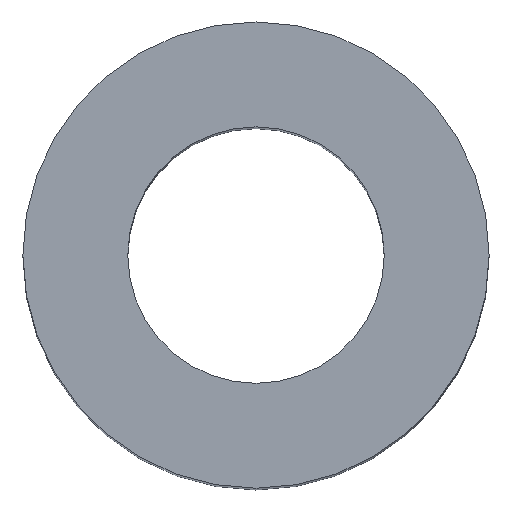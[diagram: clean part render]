
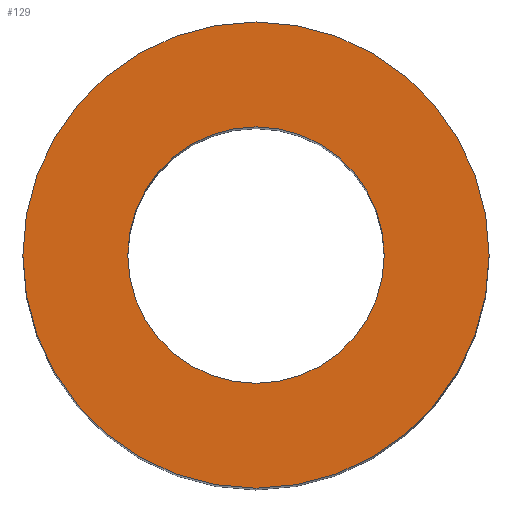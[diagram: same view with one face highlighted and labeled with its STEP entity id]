
A CAD part, top view. The second image highlights one B-rep face of the part: STEP entity #129.
In plain terms, the highlighted planar face has unit normal (0, 0, 1).
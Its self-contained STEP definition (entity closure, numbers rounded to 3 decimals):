
#15 = AXIS2_PLACEMENT_3D ( 'NONE', #72, #130, #115 ) ;
#20 = CIRCLE ( 'NONE', #116, 2.75 ) ;
#29 = VERTEX_POINT ( 'NONE', #90 ) ;
#42 = EDGE_LOOP ( 'NONE', ( #218, #145 ) ) ;
#43 = VERTEX_POINT ( 'NONE', #191 ) ;
#48 = CARTESIAN_POINT ( 'NONE',  ( 0., 0., 22. ) ) ;
#59 = EDGE_CURVE ( 'NONE', #43, #215, #77, .T. ) ;
#70 = CIRCLE ( 'NONE', #15, 2.75 ) ;
#72 = CARTESIAN_POINT ( 'NONE',  ( 0., 0., 22. ) ) ;
#77 = CIRCLE ( 'NONE', #142, 5. ) ;
#84 = VERTEX_POINT ( 'NONE', #220 ) ;
#86 = ORIENTED_EDGE ( 'NONE', *, *, #59, .T. ) ;
#90 = CARTESIAN_POINT ( 'NONE',  ( -2.75, 0., 22. ) ) ;
#100 = EDGE_CURVE ( 'NONE', #29, #84, #70, .T. ) ;
#106 = CIRCLE ( 'NONE', #207, 5. ) ;
#115 = DIRECTION ( 'NONE',  ( 1., 0., 0. ) ) ;
#116 = AXIS2_PLACEMENT_3D ( 'NONE', #240, #135, #147 ) ;
#129 = ADVANCED_FACE ( 'NONE', ( #241, #227 ), #150, .T. ) ;
#130 = DIRECTION ( 'NONE',  ( 0., 0., 1. ) ) ;
#131 = DIRECTION ( 'NONE',  ( 1., 0., 0. ) ) ;
#132 = DIRECTION ( 'NONE',  ( 1., 0., 0. ) ) ;
#135 = DIRECTION ( 'NONE',  ( 0., 0., 1. ) ) ;
#140 = AXIS2_PLACEMENT_3D ( 'NONE', #188, #205, #226 ) ;
#141 = EDGE_LOOP ( 'NONE', ( #86, #178 ) ) ;
#142 = AXIS2_PLACEMENT_3D ( 'NONE', #224, #169, #132 ) ;
#143 = EDGE_CURVE ( 'NONE', #215, #43, #106, .T. ) ;
#145 = ORIENTED_EDGE ( 'NONE', *, *, #174, .F. ) ;
#146 = CARTESIAN_POINT ( 'NONE',  ( 5., 0., 22. ) ) ;
#147 = DIRECTION ( 'NONE',  ( 1., 0., 0. ) ) ;
#150 = PLANE ( 'NONE',  #140 ) ;
#169 = DIRECTION ( 'NONE',  ( 0., 0., 1. ) ) ;
#174 = EDGE_CURVE ( 'NONE', #84, #29, #20, .T. ) ;
#178 = ORIENTED_EDGE ( 'NONE', *, *, #143, .T. ) ;
#188 = CARTESIAN_POINT ( 'NONE',  ( 0., 0., 22. ) ) ;
#191 = CARTESIAN_POINT ( 'NONE',  ( -5., 0., 22. ) ) ;
#205 = DIRECTION ( 'NONE',  ( 0., 0., 1. ) ) ;
#207 = AXIS2_PLACEMENT_3D ( 'NONE', #48, #246, #131 ) ;
#215 = VERTEX_POINT ( 'NONE', #146 ) ;
#218 = ORIENTED_EDGE ( 'NONE', *, *, #100, .F. ) ;
#220 = CARTESIAN_POINT ( 'NONE',  ( 2.75, 0., 22. ) ) ;
#224 = CARTESIAN_POINT ( 'NONE',  ( 0., 0., 22. ) ) ;
#226 = DIRECTION ( 'NONE',  ( 1., 0., 0. ) ) ;
#227 = FACE_BOUND ( 'NONE', #42, .T. ) ;
#240 = CARTESIAN_POINT ( 'NONE',  ( 0., 0., 22. ) ) ;
#241 = FACE_OUTER_BOUND ( 'NONE', #141, .T. ) ;
#246 = DIRECTION ( 'NONE',  ( 0., 0., 1. ) ) ;
